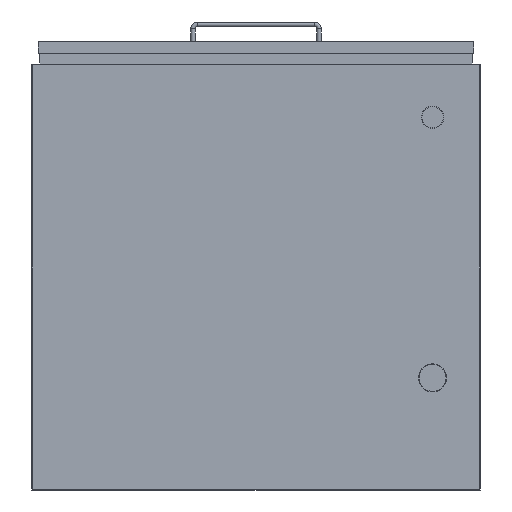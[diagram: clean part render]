
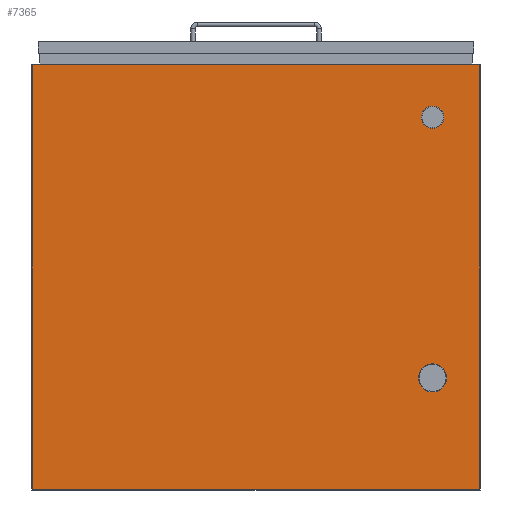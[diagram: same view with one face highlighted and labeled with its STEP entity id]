
A CAD part, front view. The second image highlights one B-rep face of the part: STEP entity #7365.
In plain terms, the highlighted planar face has unit normal (0, -1, 0).
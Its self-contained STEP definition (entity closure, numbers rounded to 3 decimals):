
#73=FACE_BOUND('',#756,.T.);
#74=FACE_BOUND('',#757,.T.);
#89=CIRCLE('',#7844,25.);
#90=CIRCLE('',#7845,25.);
#93=CIRCLE('',#7850,20.);
#94=CIRCLE('',#7851,20.);
#320=FACE_OUTER_BOUND('',#755,.T.);
#755=EDGE_LOOP('',(#4950,#4951,#4952,#4953));
#756=EDGE_LOOP('',(#4954,#4955));
#757=EDGE_LOOP('',(#4956,#4957));
#1228=LINE('',#10575,#2165);
#1230=LINE('',#10579,#2167);
#1232=LINE('',#10583,#2169);
#1234=LINE('',#10586,#2171);
#2165=VECTOR('',#8504,10.);
#2167=VECTOR('',#8508,10.);
#2169=VECTOR('',#8512,10.);
#2171=VECTOR('',#8516,10.);
#3063=VERTEX_POINT('',#10486);
#3064=VERTEX_POINT('',#10488);
#3067=VERTEX_POINT('',#10497);
#3068=VERTEX_POINT('',#10499);
#3093=VERTEX_POINT('',#10572);
#3094=VERTEX_POINT('',#10574);
#3095=VERTEX_POINT('',#10578);
#3096=VERTEX_POINT('',#10582);
#3782=EDGE_CURVE('',#3064,#3063,#89,.T.);
#3783=EDGE_CURVE('',#3063,#3064,#90,.T.);
#3787=EDGE_CURVE('',#3068,#3067,#93,.T.);
#3788=EDGE_CURVE('',#3067,#3068,#94,.T.);
#3824=EDGE_CURVE('',#3093,#3094,#1228,.T.);
#3826=EDGE_CURVE('',#3095,#3093,#1230,.T.);
#3828=EDGE_CURVE('',#3096,#3095,#1232,.T.);
#3830=EDGE_CURVE('',#3094,#3096,#1234,.T.);
#4950=ORIENTED_EDGE('',*,*,#3830,.F.);
#4951=ORIENTED_EDGE('',*,*,#3824,.F.);
#4952=ORIENTED_EDGE('',*,*,#3826,.F.);
#4953=ORIENTED_EDGE('',*,*,#3828,.F.);
#4954=ORIENTED_EDGE('',*,*,#3782,.T.);
#4955=ORIENTED_EDGE('',*,*,#3783,.T.);
#4956=ORIENTED_EDGE('',*,*,#3787,.T.);
#4957=ORIENTED_EDGE('',*,*,#3788,.T.);
#6978=PLANE('',#7867);
#7365=ADVANCED_FACE('',(#320,#73,#74),#6978,.F.);
#7844=AXIS2_PLACEMENT_3D('',#10489,#8428,#8429);
#7845=AXIS2_PLACEMENT_3D('',#10490,#8430,#8431);
#7850=AXIS2_PLACEMENT_3D('',#10500,#8441,#8442);
#7851=AXIS2_PLACEMENT_3D('',#10501,#8443,#8444);
#7867=AXIS2_PLACEMENT_3D('',#10587,#8517,#8518);
#8428=DIRECTION('center_axis',(0.,1.,0.));
#8429=DIRECTION('ref_axis',(1.,0.,0.));
#8430=DIRECTION('center_axis',(0.,1.,0.));
#8431=DIRECTION('ref_axis',(1.,0.,0.));
#8441=DIRECTION('center_axis',(0.,1.,0.));
#8442=DIRECTION('ref_axis',(1.,0.,0.));
#8443=DIRECTION('center_axis',(0.,1.,0.));
#8444=DIRECTION('ref_axis',(1.,0.,0.));
#8504=DIRECTION('',(1.,0.,0.));
#8508=DIRECTION('',(0.,0.,1.));
#8512=DIRECTION('',(-1.,0.,0.));
#8516=DIRECTION('',(0.,0.,-1.));
#8517=DIRECTION('center_axis',(0.,1.,0.));
#8518=DIRECTION('ref_axis',(0.,0.,1.));
#10486=CARTESIAN_POINT('',(290.,0.,-180.));
#10488=CARTESIAN_POINT('',(340.,0.,-180.));
#10489=CARTESIAN_POINT('Origin',(315.,0.,-180.));
#10490=CARTESIAN_POINT('Origin',(315.,0.,-180.));
#10497=CARTESIAN_POINT('',(295.,0.,285.));
#10499=CARTESIAN_POINT('',(335.,0.,285.));
#10500=CARTESIAN_POINT('Origin',(315.,0.,285.));
#10501=CARTESIAN_POINT('Origin',(315.,0.,285.));
#10572=CARTESIAN_POINT('',(-400.,0.,380.));
#10574=CARTESIAN_POINT('',(400.,0.,380.));
#10575=CARTESIAN_POINT('',(-400.,0.,380.));
#10578=CARTESIAN_POINT('',(-400.,0.,-380.));
#10579=CARTESIAN_POINT('',(-400.,0.,-380.));
#10582=CARTESIAN_POINT('',(400.,0.,-380.));
#10583=CARTESIAN_POINT('',(400.,0.,-380.));
#10586=CARTESIAN_POINT('',(400.,0.,380.));
#10587=CARTESIAN_POINT('Origin',(0.,0.,0.));
